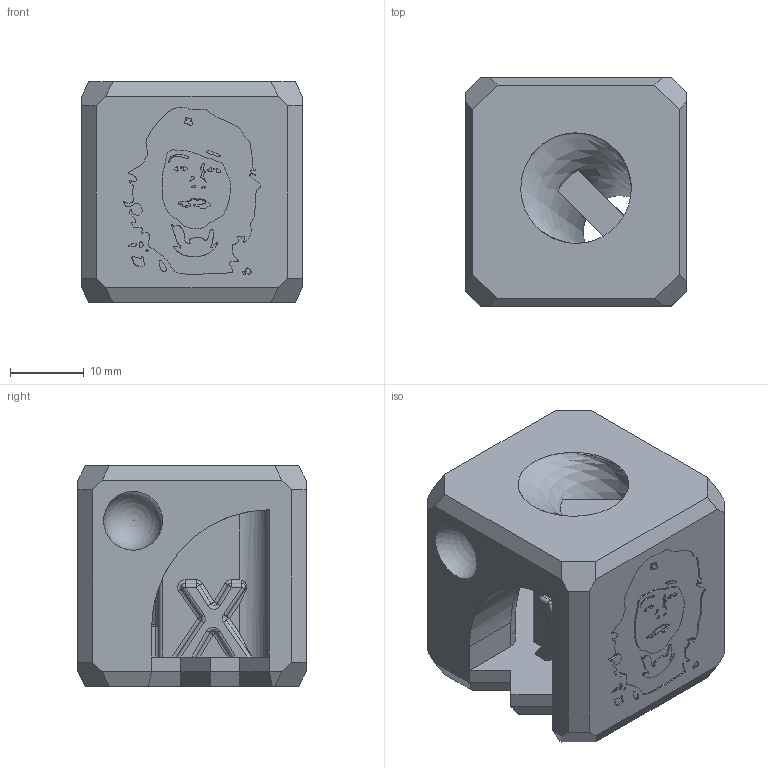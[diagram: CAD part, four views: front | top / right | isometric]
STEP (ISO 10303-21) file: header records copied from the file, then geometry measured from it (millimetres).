
FILE_DESCRIPTION(/* description */ (''),/* implementation_level */ '2;1');
FILE_NAME(/* name */ 'BOXXYTURE.step',/* time_stamp */ '2022-07-04T12:34:32+02:00',/* author */ (''),/* organization */ (''),/* preprocessor_version */ 'ST-DEVELOPER v19',/* originating_system */ 'Autodesk Translation Framework v11.7.0.108',/* authorisation */ '');
FILE_SCHEMA (('AUTOMOTIVE_DESIGN { 1 0 10303 214 3 1 1 }'));
Products named in the file (2): Untitled; BOXXYTURE
Assembly tree (1 placements, depth 2):
  Untitled
    BOXXYTURE
Bounding box: 30 x 31 x 30 mm (x, y, z)
Volume: 18268.7 mm3; surface area: 7751.7 mm2
Topology: 1 solids, 1 shells, 353 faces, 815 edges, 512 vertices
Faces by surface type: plane 137, bspline 114, cylinder 68, sphere 17, torus 17
Entity records: 35905 total; most frequent: CARTESIAN_POINT 28820, ORIENTED_EDGE 1626, DIRECTION 1185, EDGE_CURVE 813, VERTEX_POINT 512, EDGE_LOOP 409, AXIS2_PLACEMENT_3D 403, LINE 379
